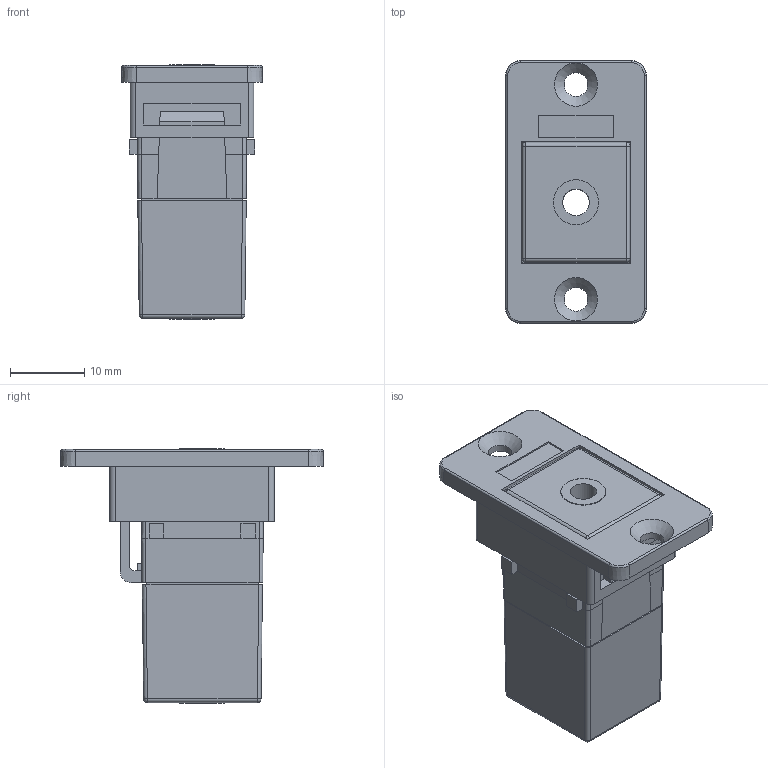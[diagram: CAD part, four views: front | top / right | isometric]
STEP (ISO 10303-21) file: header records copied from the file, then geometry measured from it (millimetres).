
FILE_DESCRIPTION(/* description */ (''),/* implementation_level */ '2;1');
FILE_NAME(/* name */ 'CP30664M.stp',/* time_stamp */ '2026-01-20T14:41:30Z',/* author */ ('TOttley'),/* organization */ (''),/* preprocessor_version */ 'ST-DEVELOPER v20.1',/* originating_system */ 'Autodesk Inventor 2026',/* authorisation */ '');
FILE_SCHEMA (('AUTOMOTIVE_DESIGN { 1 0 10303 214 3 1 1 }'));
Length unit declared in the file: millimetre
Products named in the file (1): Part1
Bounding box: 19 x 35.5 x 34.4 mm (x, y, z)
Volume: 6402.2 mm3; surface area: 9198.7 mm2
Topology: 1 solids, 1 shells, 278 faces, 743 edges, 472 vertices
Faces by surface type: plane 211, cylinder 38, bspline 11, sphere 8, cone 6, torus 4
Full cylindrical faces by diameter (mm): 3.2 x2, 3.6 x2, 6.1 x4
Entity records: 8881 total; most frequent: CARTESIAN_POINT 1640, ORIENTED_EDGE 1470, DIRECTION 1335, EDGE_CURVE 735, LINE 627, VECTOR 627, VERTEX_POINT 472, AXIS2_PLACEMENT_3D 354
